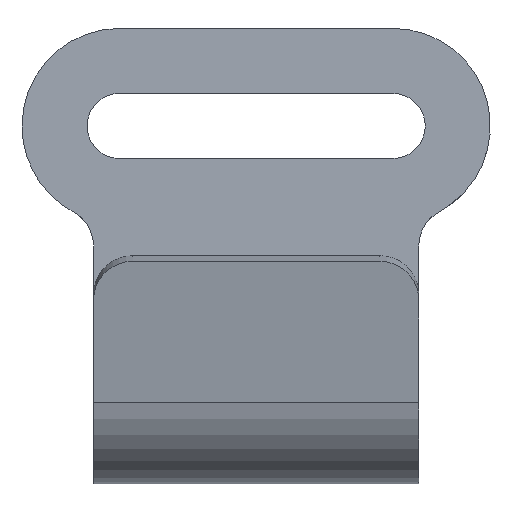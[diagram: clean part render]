
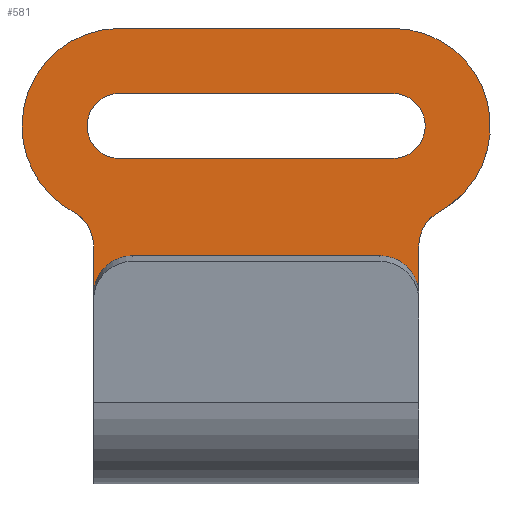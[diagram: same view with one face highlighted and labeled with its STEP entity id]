
A CAD part, top view. The second image highlights one B-rep face of the part: STEP entity #581.
In plain terms, the highlighted planar face has unit normal (0, 0, 1).
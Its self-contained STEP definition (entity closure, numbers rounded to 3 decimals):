
#4 = ORIENTED_EDGE ( 'NONE', *, *, #656, .T. ) ;
#5 = ORIENTED_EDGE ( 'NONE', *, *, #633, .F. ) ;
#6 = ORIENTED_EDGE ( 'NONE', *, *, #653, .T. ) ;
#7 = ORIENTED_EDGE ( 'NONE', *, *, #629, .T. ) ;
#8 = ORIENTED_EDGE ( 'NONE', *, *, #564, .T. ) ;
#9 = ORIENTED_EDGE ( 'NONE', *, *, #650, .T. ) ;
#10 = ORIENTED_EDGE ( 'NONE', *, *, #555, .T. ) ;
#11 = ORIENTED_EDGE ( 'NONE', *, *, #561, .T. ) ;
#12 = ORIENTED_EDGE ( 'NONE', *, *, #558, .T. ) ;
#13 = ORIENTED_EDGE ( 'NONE', *, *, #589, .T. ) ;
#14 = ORIENTED_EDGE ( 'NONE', *, *, #552, .T. ) ;
#15 = ORIENTED_EDGE ( 'NONE', *, *, #545, .T. ) ;
#16 = ORIENTED_EDGE ( 'NONE', *, *, #549, .T. ) ;
#17 = ORIENTED_EDGE ( 'NONE', *, *, #547, .T. ) ;
#22 = CARTESIAN_POINT ( 'NONE',  ( 10.5, 22.5, -5. ) ) ;
#23 = CARTESIAN_POINT ( 'NONE',  ( 10.5, 17.5, -5. ) ) ;
#24 = CARTESIAN_POINT ( 'NONE',  ( -10.5, 17.5, -5. ) ) ;
#25 = CARTESIAN_POINT ( 'NONE',  ( 14.071, 13.405, -5. ) ) ;
#26 = CARTESIAN_POINT ( 'NONE',  ( 12.5, 10.767, -5. ) ) ;
#27 = CARTESIAN_POINT ( 'NONE',  ( -12.5, 10.767, -5. ) ) ;
#29 = CARTESIAN_POINT ( 'NONE',  ( 10.5, 27.5, -5. ) ) ;
#30 = CARTESIAN_POINT ( 'NONE',  ( -10.5, 22.5, -5. ) ) ;
#32 = CARTESIAN_POINT ( 'NONE',  ( -10.5, 27.5, -5. ) ) ;
#33 = CARTESIAN_POINT ( 'NONE',  ( -13., 20., -5. ) ) ;
#35 = CARTESIAN_POINT ( 'NONE',  ( -12.5, 0., -5. ) ) ;
#42 = CARTESIAN_POINT ( 'NONE',  ( 12.5, 0., -5. ) ) ;
#44 = CARTESIAN_POINT ( 'NONE',  ( -18., 20., -5. ) ) ;
#56 = CARTESIAN_POINT ( 'NONE',  ( -14.071, 13.405, -5. ) ) ;
#68 = CARTESIAN_POINT ( 'NONE',  ( 10.5, 20., -5. ) ) ;
#69 = DIRECTION ( 'NONE',  ( 0., 0., -1. ) ) ;
#70 = DIRECTION ( 'NONE',  ( -1., 0., 0. ) ) ;
#75 = LINE ( 'NONE', #76, #270 ) ;
#76 = CARTESIAN_POINT ( 'NONE',  ( 18., 22.5, -5. ) ) ;
#77 = DIRECTION ( 'NONE',  ( 1., 0., 0. ) ) ;
#81 = LINE ( 'NONE', #82, #727 ) ;
#82 = CARTESIAN_POINT ( 'NONE',  ( 18., 17.5, -5. ) ) ;
#83 = DIRECTION ( 'NONE',  ( -1., 0., 0. ) ) ;
#86 = CARTESIAN_POINT ( 'NONE',  ( -10.5, 20., -5. ) ) ;
#87 = DIRECTION ( 'NONE',  ( 0., 0., -1. ) ) ;
#88 = DIRECTION ( 'NONE',  ( -1., 0., 0. ) ) ;
#92 = CARTESIAN_POINT ( 'NONE',  ( 15.5, 10.767, -5. ) ) ;
#93 = DIRECTION ( 'NONE',  ( 0., 0., -1. ) ) ;
#94 = DIRECTION ( 'NONE',  ( -1., 0., 0. ) ) ;
#99 = LINE ( 'NONE', #100, #688 ) ;
#100 = CARTESIAN_POINT ( 'NONE',  ( 12.5, 0., -5. ) ) ;
#101 = DIRECTION ( 'NONE',  ( 0., 1., 0. ) ) ;
#104 = CARTESIAN_POINT ( 'NONE',  ( 10.5, 20., -5. ) ) ;
#105 = DIRECTION ( 'NONE',  ( 0., 0., 1. ) ) ;
#106 = DIRECTION ( 'NONE',  ( -1., 0., 0. ) ) ;
#107 = CARTESIAN_POINT ( 'NONE',  ( -10.5, 20., -5. ) ) ;
#111 = DIRECTION ( 'NONE',  ( 0., 0., 1. ) ) ;
#112 = DIRECTION ( 'NONE',  ( -1., 0., 0. ) ) ;
#164 = VECTOR ( 'NONE', #502, 1000. ) ;
#165 = AXIS2_PLACEMENT_3D ( 'NONE', #490, #491, #492 ) ;
#168 = VECTOR ( 'NONE', #535, 1000. ) ;
#176 = VECTOR ( 'NONE', #738, 1000. ) ;
#185 = AXIS2_PLACEMENT_3D ( 'NONE', #539, #731, #732 ) ;
#224 = EDGE_LOOP ( 'NONE', ( #17, #15, #16, #14, #13 ) ) ;
#225 = EDGE_LOOP ( 'NONE', ( #12, #10, #11, #9, #8, #7, #6, #4, #5 ) ) ;
#241 = VERTEX_POINT ( 'NONE', #22 ) ;
#242 = VERTEX_POINT ( 'NONE', #23 ) ;
#243 = VERTEX_POINT ( 'NONE', #24 ) ;
#244 = VERTEX_POINT ( 'NONE', #25 ) ;
#245 = VERTEX_POINT ( 'NONE', #26 ) ;
#246 = VERTEX_POINT ( 'NONE', #27 ) ;
#248 = VERTEX_POINT ( 'NONE', #29 ) ;
#249 = VERTEX_POINT ( 'NONE', #30 ) ;
#251 = VERTEX_POINT ( 'NONE', #32 ) ;
#252 = VERTEX_POINT ( 'NONE', #33 ) ;
#254 = VERTEX_POINT ( 'NONE', #35 ) ;
#261 = VERTEX_POINT ( 'NONE', #42 ) ;
#263 = VERTEX_POINT ( 'NONE', #44 ) ;
#270 = VECTOR ( 'NONE', #77, 1000. ) ;
#273 = AXIS2_PLACEMENT_3D ( 'NONE', #68, #69, #70 ) ;
#297 = VERTEX_POINT ( 'NONE', #56 ) ;
#396 = PLANE ( 'NONE',  #695 ) ;
#397 = CARTESIAN_POINT ( 'NONE',  ( 18., 0., -5. ) ) ;
#398 = DIRECTION ( 'NONE',  ( 0., 0., -1. ) ) ;
#399 = DIRECTION ( 'NONE',  ( -1., 0., 0. ) ) ;
#413 = CARTESIAN_POINT ( 'NONE',  ( -10.5, 20., -5. ) ) ;
#414 = DIRECTION ( 'NONE',  ( 0., 0., -1. ) ) ;
#415 = DIRECTION ( 'NONE',  ( -1., 0., 0. ) ) ;
#490 = CARTESIAN_POINT ( 'NONE',  ( -10.5, 20., -5. ) ) ;
#491 = DIRECTION ( 'NONE',  ( 0., 0., 1. ) ) ;
#492 = DIRECTION ( 'NONE',  ( -1., 0., 0. ) ) ;
#500 = LINE ( 'NONE', #501, #164 ) ;
#501 = CARTESIAN_POINT ( 'NONE',  ( 18., 0., -5. ) ) ;
#502 = DIRECTION ( 'NONE',  ( -1., 0., 0. ) ) ;
#533 = LINE ( 'NONE', #534, #168 ) ;
#534 = CARTESIAN_POINT ( 'NONE',  ( 18., 27.5, -5. ) ) ;
#535 = DIRECTION ( 'NONE',  ( -1., 0., 0. ) ) ;
#539 = CARTESIAN_POINT ( 'NONE',  ( -15.5, 10.767, -5. ) ) ;
#545 = EDGE_CURVE ( 'NONE', #241, #242, #602, .T. ) ;
#547 = EDGE_CURVE ( 'NONE', #249, #241, #75, .T. ) ;
#549 = EDGE_CURVE ( 'NONE', #242, #243, #81, .T. ) ;
#552 = EDGE_CURVE ( 'NONE', #243, #252, #610, .T. ) ;
#555 = EDGE_CURVE ( 'NONE', #245, #244, #599, .T. ) ;
#558 = EDGE_CURVE ( 'NONE', #261, #245, #99, .T. ) ;
#561 = EDGE_CURVE ( 'NONE', #244, #248, #591, .T. ) ;
#564 = EDGE_CURVE ( 'NONE', #251, #263, #588, .T. ) ;
#567 = CIRCLE ( 'NONE', #165, 7.5 ) ;
#576 = CIRCLE ( 'NONE', #694, 2.5 ) ;
#581 = ADVANCED_FACE ( 'NONE', ( #725, #689 ), #396, .F. ) ;
#588 = CIRCLE ( 'NONE', #704, 7.5 ) ;
#589 = EDGE_CURVE ( 'NONE', #252, #249, #576, .T. ) ;
#591 = CIRCLE ( 'NONE', #700, 7.5 ) ;
#599 = CIRCLE ( 'NONE', #692, 3. ) ;
#602 = CIRCLE ( 'NONE', #273, 2.5 ) ;
#610 = CIRCLE ( 'NONE', #691, 2.5 ) ;
#629 = EDGE_CURVE ( 'NONE', #263, #297, #567, .T. ) ;
#633 = EDGE_CURVE ( 'NONE', #261, #254, #500, .T. ) ;
#637 = CIRCLE ( 'NONE', #185, 3. ) ;
#650 = EDGE_CURVE ( 'NONE', #248, #251, #533, .T. ) ;
#653 = EDGE_CURVE ( 'NONE', #297, #246, #637, .T. ) ;
#656 = EDGE_CURVE ( 'NONE', #246, #254, #736, .T. ) ;
#688 = VECTOR ( 'NONE', #101, 1000. ) ;
#689 = FACE_OUTER_BOUND ( 'NONE', #225, .T. ) ;
#691 = AXIS2_PLACEMENT_3D ( 'NONE', #86, #87, #88 ) ;
#692 = AXIS2_PLACEMENT_3D ( 'NONE', #92, #93, #94 ) ;
#694 = AXIS2_PLACEMENT_3D ( 'NONE', #413, #414, #415 ) ;
#695 = AXIS2_PLACEMENT_3D ( 'NONE', #397, #398, #399 ) ;
#700 = AXIS2_PLACEMENT_3D ( 'NONE', #104, #105, #106 ) ;
#704 = AXIS2_PLACEMENT_3D ( 'NONE', #107, #111, #112 ) ;
#725 = FACE_BOUND ( 'NONE', #224, .T. ) ;
#727 = VECTOR ( 'NONE', #83, 1000. ) ;
#731 = DIRECTION ( 'NONE',  ( 0., 0., -1. ) ) ;
#732 = DIRECTION ( 'NONE',  ( -1., 0., 0. ) ) ;
#736 = LINE ( 'NONE', #737, #176 ) ;
#737 = CARTESIAN_POINT ( 'NONE',  ( -12.5, 0., -5. ) ) ;
#738 = DIRECTION ( 'NONE',  ( 0., -1., 0. ) ) ;
